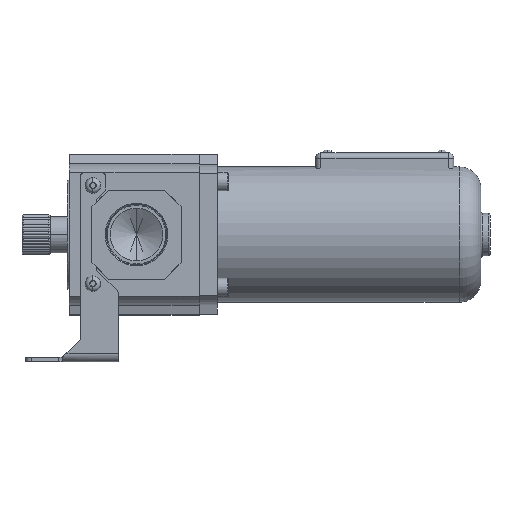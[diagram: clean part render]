
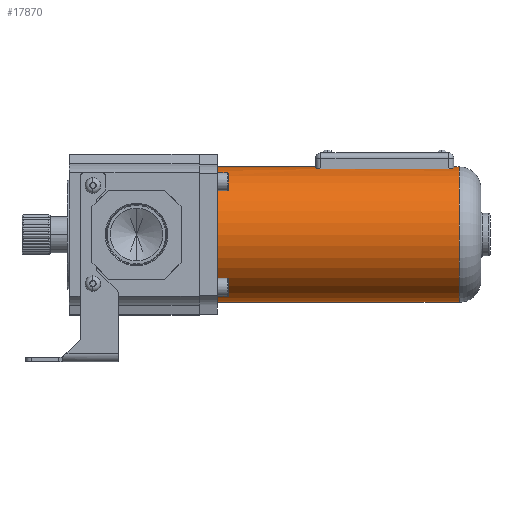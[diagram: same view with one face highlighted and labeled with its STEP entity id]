
A CAD part, left-side view. The second image highlights one B-rep face of the part: STEP entity #17870.
In plain terms, the highlighted cylindrical face has radius 37.25 mm (diameter 74.5 mm), a partial arc.
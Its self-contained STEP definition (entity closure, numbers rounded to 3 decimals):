
#44 = CARTESIAN_POINT ( 'NONE',  ( -8.173, -173.768, 36.343 ) ) ;
#109 = CARTESIAN_POINT ( 'NONE',  ( -6.397, -98.5, 36.697 ) ) ;
#276 = AXIS2_PLACEMENT_3D ( 'NONE', #2102, #13790, #3792 ) ;
#601 = CARTESIAN_POINT ( 'NONE',  ( 0., -174.5, 37.25 ) ) ;
#694 = VERTEX_POINT ( 'NONE', #6950 ) ;
#827 = DIRECTION ( 'NONE',  ( 0., 1., 0. ) ) ;
#1418 = CARTESIAN_POINT ( 'NONE',  ( 0., -44.5, -37.25 ) ) ;
#1446 = DIRECTION ( 'NONE',  ( 0., 1., 0. ) ) ;
#1500 = CARTESIAN_POINT ( 'NONE',  ( 0., -177.5, -37.25 ) ) ;
#1515 = ORIENTED_EDGE ( 'NONE', *, *, #9279, .F. ) ;
#1689 = CARTESIAN_POINT ( 'NONE',  ( -9.103, -100.716, 36.121 ) ) ;
#1709 = CARTESIAN_POINT ( 'NONE',  ( -8.575, -173.343, 36.25 ) ) ;
#1795 = ORIENTED_EDGE ( 'NONE', *, *, #19891, .F. ) ;
#2082 = VERTEX_POINT ( 'NONE', #18763 ) ;
#2102 = CARTESIAN_POINT ( 'NONE',  ( 0., -98.5, 0. ) ) ;
#2753 = DIRECTION ( 'NONE',  ( 0., -1., 0. ) ) ;
#3315 = CARTESIAN_POINT ( 'NONE',  ( -6.397, -174.5, 36.697 ) ) ;
#3335 = VECTOR ( 'NONE', #827, 1000. ) ;
#3365 = CARTESIAN_POINT ( 'NONE',  ( -8.891, -100.16, 36.173 ) ) ;
#3382 = CARTESIAN_POINT ( 'NONE',  ( -8.891, -172.841, 36.174 ) ) ;
#3451 = FACE_OUTER_BOUND ( 'NONE', #21019, .T. ) ;
#3468 = DIRECTION ( 'NONE',  ( 0., -1., 0. ) ) ;
#3512 = ORIENTED_EDGE ( 'NONE', *, *, #8792, .T. ) ;
#3792 = DIRECTION ( 'NONE',  ( 0., 0., 1. ) ) ;
#4149 = VERTEX_POINT ( 'NONE', #10755 ) ;
#4722 = CARTESIAN_POINT ( 'NONE',  ( 0., -189.5, 0. ) ) ;
#4829 = ORIENTED_EDGE ( 'NONE', *, *, #21559, .F. ) ;
#4963 = EDGE_CURVE ( 'NONE', #6763, #18385, #18827, .T. ) ;
#5043 = CARTESIAN_POINT ( 'NONE',  ( -8.579, -99.661, 36.249 ) ) ;
#5058 = CARTESIAN_POINT ( 'NONE',  ( -9.2, -171.901, 36.096 ) ) ;
#5457 = B_SPLINE_CURVE_WITH_KNOTS ( 'NONE', 3,
 ( #8312, #18323, #11685, #1689, #13374, #3365, #15039, #5043, #16691, #6720, #18404, #8390, #20090, #10075, #109, #11748 ),
 .UNSPECIFIED., .F., .F.,
 ( 4, 2, 2, 2, 2, 2, 2, 4 ),
 ( 0., 0.001, 0.001, 0.002, 0.002, 0.004, 0.004, 0.005 ),
 .UNSPECIFIED. ) ;
#5537 = LINE ( 'NONE', #12748, #18333 ) ;
#6408 = DIRECTION ( 'NONE',  ( 0., 1., 0. ) ) ;
#6671 = CARTESIAN_POINT ( 'NONE',  ( -6.972, -174.405, 36.592 ) ) ;
#6720 = CARTESIAN_POINT ( 'NONE',  ( -8.036, -99.096, 36.374 ) ) ;
#6763 = VERTEX_POINT ( 'NONE', #13233 ) ;
#6942 = VERTEX_POINT ( 'NONE', #601 ) ;
#6950 = CARTESIAN_POINT ( 'NONE',  ( 0., -98.5, 37.25 ) ) ;
#7327 = VERTEX_POINT ( 'NONE', #20892 ) ;
#7442 = DIRECTION ( 'NONE',  ( 0., 1., 0. ) ) ;
#7575 = AXIS2_PLACEMENT_3D ( 'NONE', #4722, #6408, #18066 ) ;
#7645 = CYLINDRICAL_SURFACE ( 'NONE', #7575, 37.25 ) ;
#7728 = AXIS2_PLACEMENT_3D ( 'NONE', #13473, #3468, #15126 ) ;
#7916 = CARTESIAN_POINT ( 'NONE',  ( 0., -177.5, 0. ) ) ;
#8312 = CARTESIAN_POINT ( 'NONE',  ( -9.2, -101.5, 36.096 ) ) ;
#8329 = CARTESIAN_POINT ( 'NONE',  ( -7.523, -174.2, 36.483 ) ) ;
#8390 = CARTESIAN_POINT ( 'NONE',  ( -7.165, -98.653, 36.555 ) ) ;
#8792 = EDGE_CURVE ( 'NONE', #13942, #4149, #12311, .T. ) ;
#8997 = EDGE_CURVE ( 'NONE', #694, #6763, #18223, .T. ) ;
#9218 = DIRECTION ( 'NONE',  ( 0., 1., 0. ) ) ;
#9279 = EDGE_CURVE ( 'NONE', #16084, #18385, #18251, .T. ) ;
#9335 = VECTOR ( 'NONE', #7442, 1000. ) ;
#9589 = DIRECTION ( 'NONE',  ( 0., 0., -1. ) ) ;
#10017 = CARTESIAN_POINT ( 'NONE',  ( -8.019, -173.894, 36.377 ) ) ;
#10075 = CARTESIAN_POINT ( 'NONE',  ( -6.592, -98.519, 36.663 ) ) ;
#10755 = CARTESIAN_POINT ( 'NONE',  ( -9.2, -171.5, 36.096 ) ) ;
#11095 = AXIS2_PLACEMENT_3D ( 'NONE', #19237, #9218, #20921 ) ;
#11553 = CARTESIAN_POINT ( 'NONE',  ( -9.2, -101.5, 36.096 ) ) ;
#11685 = CARTESIAN_POINT ( 'NONE',  ( -9.18, -101.103, 36.101 ) ) ;
#11698 = CARTESIAN_POINT ( 'NONE',  ( -8.451, -173.493, 36.279 ) ) ;
#11748 = CARTESIAN_POINT ( 'NONE',  ( -6.2, -98.5, 36.73 ) ) ;
#11889 = EDGE_CURVE ( 'NONE', #16084, #2082, #19567, .T. ) ;
#12311 = B_SPLINE_CURVE_WITH_KNOTS ( 'NONE', 3,
 ( #14987, #3315, #16633, #6671, #18346, #8329, #20037, #10017, #44, #11698, #1709, #13392, #3382, #15051, #5058, #16707 ),
 .UNSPECIFIED., .F., .F.,
 ( 4, 2, 2, 2, 2, 2, 2, 4 ),
 ( 0., 0.001, 0.001, 0.002, 0.002, 0.003, 0.004, 0.005 ),
 .UNSPECIFIED. ) ;
#12748 = CARTESIAN_POINT ( 'NONE',  ( -9.2, -189.5, 36.096 ) ) ;
#12845 = ORIENTED_EDGE ( 'NONE', *, *, #19294, .T. ) ;
#13122 = CARTESIAN_POINT ( 'NONE',  ( 0., -189.5, -37.25 ) ) ;
#13215 = EDGE_CURVE ( 'NONE', #2082, #6942, #18990, .T. ) ;
#13233 = CARTESIAN_POINT ( 'NONE',  ( 0., -44.5, 37.25 ) ) ;
#13374 = CARTESIAN_POINT ( 'NONE',  ( -9.044, -100.524, 36.136 ) ) ;
#13392 = CARTESIAN_POINT ( 'NONE',  ( -8.796, -173.017, 36.197 ) ) ;
#13473 = CARTESIAN_POINT ( 'NONE',  ( 0., -44.5, 0. ) ) ;
#13593 = CIRCLE ( 'NONE', #276, 37.25 ) ;
#13658 = ORIENTED_EDGE ( 'NONE', *, *, #13215, .T. ) ;
#13790 = DIRECTION ( 'NONE',  ( 0., -1., 0. ) ) ;
#13828 = VECTOR ( 'NONE', #1446, 1000. ) ;
#13853 = ORIENTED_EDGE ( 'NONE', *, *, #4963, .T. ) ;
#13942 = VERTEX_POINT ( 'NONE', #16589 ) ;
#14425 = CIRCLE ( 'NONE', #11095, 37.25 ) ;
#14495 = VERTEX_POINT ( 'NONE', #11553 ) ;
#14987 = CARTESIAN_POINT ( 'NONE',  ( -6.2, -174.5, 36.73 ) ) ;
#15039 = CARTESIAN_POINT ( 'NONE',  ( -8.798, -99.987, 36.196 ) ) ;
#15051 = CARTESIAN_POINT ( 'NONE',  ( -9.119, -172.298, 36.117 ) ) ;
#15126 = DIRECTION ( 'NONE',  ( 0., 0., -1. ) ) ;
#16084 = VERTEX_POINT ( 'NONE', #1500 ) ;
#16589 = CARTESIAN_POINT ( 'NONE',  ( -6.2, -174.5, 36.73 ) ) ;
#16633 = CARTESIAN_POINT ( 'NONE',  ( -6.591, -174.481, 36.663 ) ) ;
#16691 = CARTESIAN_POINT ( 'NONE',  ( -8.452, -99.508, 36.279 ) ) ;
#16707 = CARTESIAN_POINT ( 'NONE',  ( -9.2, -171.5, 36.096 ) ) ;
#17315 = ORIENTED_EDGE ( 'NONE', *, *, #11889, .T. ) ;
#17730 = EDGE_CURVE ( 'NONE', #14495, #4149, #5537, .T. ) ;
#17870 = ADVANCED_FACE ( 'NONE', ( #3451 ), #7645, .T. ) ;
#17880 = ORIENTED_EDGE ( 'NONE', *, *, #8997, .T. ) ;
#18066 = DIRECTION ( 'NONE',  ( 0., 0., 1. ) ) ;
#18223 = LINE ( 'NONE', #19139, #9335 ) ;
#18251 = LINE ( 'NONE', #13122, #13828 ) ;
#18323 = CARTESIAN_POINT ( 'NONE',  ( -9.2, -101.3, 36.096 ) ) ;
#18333 = VECTOR ( 'NONE', #2753, 1000. ) ;
#18346 = CARTESIAN_POINT ( 'NONE',  ( -7.161, -174.349, 36.556 ) ) ;
#18385 = VERTEX_POINT ( 'NONE', #1418 ) ;
#18404 = CARTESIAN_POINT ( 'NONE',  ( -7.703, -98.875, 36.447 ) ) ;
#18440 = AXIS2_PLACEMENT_3D ( 'NONE', #7916, #19613, #9589 ) ;
#18763 = CARTESIAN_POINT ( 'NONE',  ( 0., -177.5, 37.25 ) ) ;
#18827 = CIRCLE ( 'NONE', #7728, 37.25 ) ;
#18934 = ORIENTED_EDGE ( 'NONE', *, *, #17730, .F. ) ;
#18990 = LINE ( 'NONE', #20970, #3335 ) ;
#19139 = CARTESIAN_POINT ( 'NONE',  ( 0., -189.5, 37.25 ) ) ;
#19237 = CARTESIAN_POINT ( 'NONE',  ( 0., -174.5, 0. ) ) ;
#19294 = EDGE_CURVE ( 'NONE', #14495, #7327, #5457, .T. ) ;
#19567 = CIRCLE ( 'NONE', #18440, 37.25 ) ;
#19613 = DIRECTION ( 'NONE',  ( 0., 1., 0. ) ) ;
#19891 = EDGE_CURVE ( 'NONE', #13942, #6942, #14425, .T. ) ;
#20037 = CARTESIAN_POINT ( 'NONE',  ( -7.694, -174.109, 36.447 ) ) ;
#20090 = CARTESIAN_POINT ( 'NONE',  ( -6.977, -98.596, 36.591 ) ) ;
#20892 = CARTESIAN_POINT ( 'NONE',  ( -6.2, -98.5, 36.73 ) ) ;
#20921 = DIRECTION ( 'NONE',  ( 0., 0., -1. ) ) ;
#20970 = CARTESIAN_POINT ( 'NONE',  ( 0., -189.5, 37.25 ) ) ;
#21019 = EDGE_LOOP ( 'NONE', ( #1515, #17315, #13658, #1795, #3512, #18934, #12845, #4829, #17880, #13853 ) ) ;
#21559 = EDGE_CURVE ( 'NONE', #694, #7327, #13593, .T. ) ;
